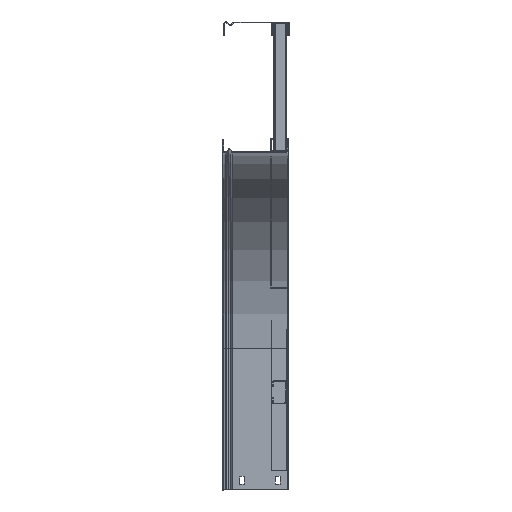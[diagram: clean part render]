
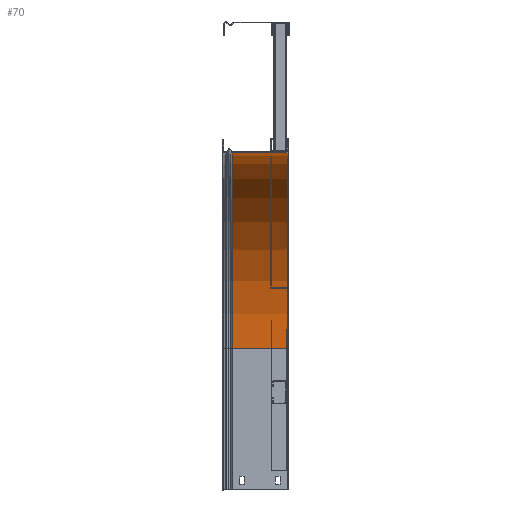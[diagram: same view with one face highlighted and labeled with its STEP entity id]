
A CAD part, left-side view. The second image highlights one B-rep face of the part: STEP entity #70.
In plain terms, the highlighted cylindrical face has radius 300 mm (diameter 600 mm), a partial arc.
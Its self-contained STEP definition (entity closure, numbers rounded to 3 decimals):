
#70 = ADVANCED_FACE ( 'NONE', ( #3550 ), #4558, .F. ) ;
#695 = ORIENTED_EDGE ( 'NONE', *, *, #8050, .T. ) ;
#1964 = DIRECTION ( 'NONE',  ( 0., 0., 1. ) ) ;
#2184 = CARTESIAN_POINT ( 'NONE',  ( 0., 0., -300. ) ) ;
#2566 = EDGE_CURVE ( 'NONE', #7334, #2992, #4604, .T. ) ;
#2970 = AXIS2_PLACEMENT_3D ( 'NONE', #7868, #2985, #5563 ) ;
#2985 = DIRECTION ( 'NONE',  ( 0., 1., 0. ) ) ;
#2992 = VERTEX_POINT ( 'NONE', #4517 ) ;
#3169 = EDGE_CURVE ( 'NONE', #7334, #3571, #5204, .T. ) ;
#3368 = ORIENTED_EDGE ( 'NONE', *, *, #3169, .T. ) ;
#3550 = FACE_OUTER_BOUND ( 'NONE', #8922, .T. ) ;
#3571 = VERTEX_POINT ( 'NONE', #5515 ) ;
#3656 = ORIENTED_EDGE ( 'NONE', *, *, #2566, .F. ) ;
#3691 = DIRECTION ( 'NONE',  ( 0., 1., 0. ) ) ;
#4039 = AXIS2_PLACEMENT_3D ( 'NONE', #6028, #6098, #1964 ) ;
#4097 = VECTOR ( 'NONE', #3691, 1000. ) ;
#4517 = CARTESIAN_POINT ( 'NONE',  ( 0., 85.525, -300. ) ) ;
#4558 = CYLINDRICAL_SURFACE ( 'NONE', #4039, 300. ) ;
#4604 = LINE ( 'NONE', #7729, #4097 ) ;
#5126 = CARTESIAN_POINT ( 'NONE',  ( 0., 0., 0. ) ) ;
#5204 = CIRCLE ( 'NONE', #6946, 300. ) ;
#5281 = LINE ( 'NONE', #6859, #10003 ) ;
#5308 = DIRECTION ( 'NONE',  ( 0., 1., 0. ) ) ;
#5515 = CARTESIAN_POINT ( 'NONE',  ( 300., 0., 0. ) ) ;
#5563 = DIRECTION ( 'NONE',  ( 0., 0., 1. ) ) ;
#5909 = DIRECTION ( 'NONE',  ( 0., -1., 0. ) ) ;
#6009 = CIRCLE ( 'NONE', #2970, 300. ) ;
#6028 = CARTESIAN_POINT ( 'NONE',  ( 0., 0., 0. ) ) ;
#6098 = DIRECTION ( 'NONE',  ( 0., 1., 0. ) ) ;
#6682 = CARTESIAN_POINT ( 'NONE',  ( 300., 85.525, 0. ) ) ;
#6859 = CARTESIAN_POINT ( 'NONE',  ( 300., 2.2, 0. ) ) ;
#6946 = AXIS2_PLACEMENT_3D ( 'NONE', #5126, #5909, #9182 ) ;
#7282 = EDGE_CURVE ( 'NONE', #3571, #7758, #5281, .T. ) ;
#7334 = VERTEX_POINT ( 'NONE', #2184 ) ;
#7509 = ORIENTED_EDGE ( 'NONE', *, *, #7282, .T. ) ;
#7729 = CARTESIAN_POINT ( 'NONE',  ( 0., 2.2, -300. ) ) ;
#7758 = VERTEX_POINT ( 'NONE', #6682 ) ;
#7868 = CARTESIAN_POINT ( 'NONE',  ( 0., 85.525, 0. ) ) ;
#8050 = EDGE_CURVE ( 'NONE', #7758, #2992, #6009, .T. ) ;
#8922 = EDGE_LOOP ( 'NONE', ( #7509, #695, #3656, #3368 ) ) ;
#9182 = DIRECTION ( 'NONE',  ( 1., 0., 0. ) ) ;
#10003 = VECTOR ( 'NONE', #5308, 1000. ) ;
